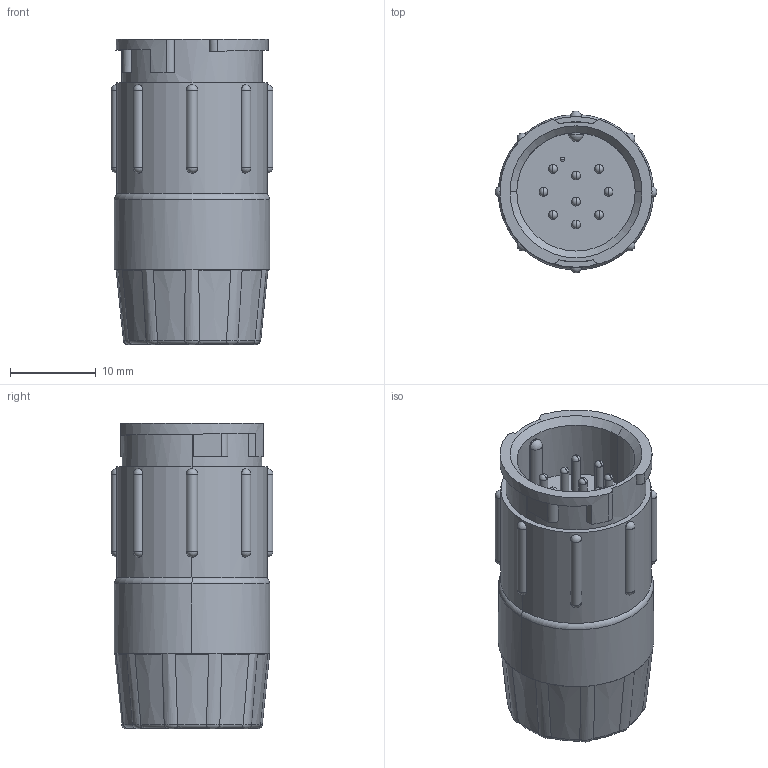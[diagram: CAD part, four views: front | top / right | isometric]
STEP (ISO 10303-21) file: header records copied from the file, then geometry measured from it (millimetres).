
FILE_DESCRIPTION (( 'STEP AP203' ), '1' );
FILE_NAME ('5280-9PG-321.STEP', '2012-09-27T14:59:50', ( 'J0FPBF1' ), ( '' ), 'SwSTEP 2.0', 'SolidWorks 2011', '' );
FILE_SCHEMA (( 'CONFIG_CONTROL_DESIGN' ));
Length unit declared in the file: inch
Products named in the file (1): 5280-9PG-321
Bounding box: 18.92 x 18.92 x 35.76 mm (x, y, z)
Volume: 7195.8 mm3; surface area: 3226.9 mm2
Topology: 1 solids, 1 shells, 221 faces, 589 edges, 375 vertices
Faces by surface type: cylinder 69, sphere 53, torus 44, plane 28, bspline 14, cone 13
Entity records: 7549 total; most frequent: CARTESIAN_POINT 2338, ORIENTED_EDGE 1110, DIRECTION 1064, EDGE_CURVE 555, AXIS2_PLACEMENT_3D 481, VERTEX_POINT 358, CIRCLE 273, EDGE_LOOP 243
